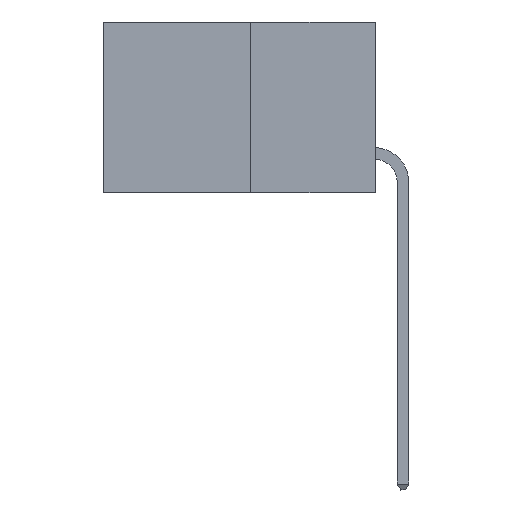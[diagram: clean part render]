
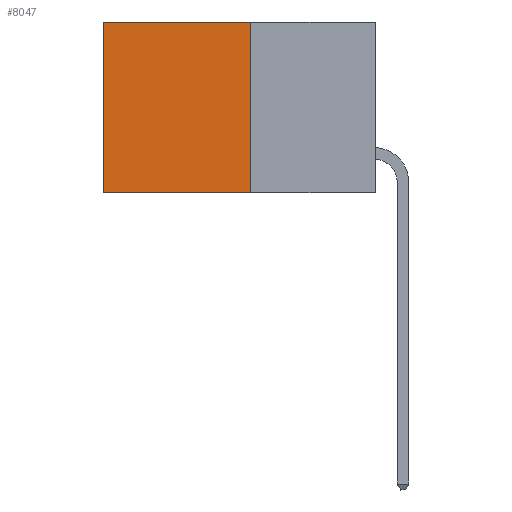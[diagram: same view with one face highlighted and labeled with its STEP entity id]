
A CAD part, left-side view. The second image highlights one B-rep face of the part: STEP entity #8047.
In plain terms, the highlighted planar face has unit normal (-1, 0, 0).
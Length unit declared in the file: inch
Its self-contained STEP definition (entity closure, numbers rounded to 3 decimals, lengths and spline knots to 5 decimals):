
#1545 = ORIENTED_EDGE ( 'NONE', *, *, #7414, .T. ) ;
#2190 = FACE_OUTER_BOUND ( 'NONE', #11483, .T. ) ;
#2256 = VECTOR ( 'NONE', #6549, 39.37008 ) ;
#2373 = DIRECTION ( 'NONE',  ( 0., 0., -1. ) ) ;
#2530 = CARTESIAN_POINT ( 'NONE',  ( 0.277, 0.59, -0.37 ) ) ;
#2688 = VERTEX_POINT ( 'NONE', #9825 ) ;
#4301 = VECTOR ( 'NONE', #2373, 39.37008 ) ;
#4346 = CARTESIAN_POINT ( 'NONE',  ( 0.277, 0.27, -0.37 ) ) ;
#6549 = DIRECTION ( 'NONE',  ( 0., 1., 0. ) ) ;
#6582 = VERTEX_POINT ( 'NONE', #13883 ) ;
#7119 = AXIS2_PLACEMENT_3D ( 'NONE', #19142, #19081, #19058 ) ;
#7191 = LINE ( 'NONE', #4346, #21043 ) ;
#7314 = CARTESIAN_POINT ( 'NONE',  ( 0.277, 0.59, 0. ) ) ;
#7414 = EDGE_CURVE ( 'NONE', #14933, #21848, #9700, .T. ) ;
#7653 = ORIENTED_EDGE ( 'NONE', *, *, #15120, .F. ) ;
#8047 = ADVANCED_FACE ( 'NONE', ( #2190 ), #19168, .F. ) ;
#9195 = VECTOR ( 'NONE', #9805, 39.37008 ) ;
#9700 = LINE ( 'NONE', #2530, #4301 ) ;
#9805 = DIRECTION ( 'NONE',  ( 0., 0., -1. ) ) ;
#9825 = CARTESIAN_POINT ( 'NONE',  ( 0.277, 0.27, 0. ) ) ;
#11483 = EDGE_LOOP ( 'NONE', ( #1545, #22482, #7653, #12845 ) ) ;
#12845 = ORIENTED_EDGE ( 'NONE', *, *, #25173, .T. ) ;
#13883 = CARTESIAN_POINT ( 'NONE',  ( 0.277, 0.27, -0.37 ) ) ;
#14481 = CARTESIAN_POINT ( 'NONE',  ( 0.277, 0.59, -0.37 ) ) ;
#14933 = VERTEX_POINT ( 'NONE', #7314 ) ;
#15120 = EDGE_CURVE ( 'NONE', #2688, #6582, #19912, .T. ) ;
#18443 = LINE ( 'NONE', #24360, #2256 ) ;
#19058 = DIRECTION ( 'NONE',  ( 0., 0., -1. ) ) ;
#19081 = DIRECTION ( 'NONE',  ( 1., 0., 0. ) ) ;
#19142 = CARTESIAN_POINT ( 'NONE',  ( 0.277, 0.27, -0.37 ) ) ;
#19168 = PLANE ( 'NONE',  #7119 ) ;
#19908 = CARTESIAN_POINT ( 'NONE',  ( 0.277, 0.27, -0.37 ) ) ;
#19912 = LINE ( 'NONE', #19908, #9195 ) ;
#20458 = DIRECTION ( 'NONE',  ( 0., 1., 0. ) ) ;
#21043 = VECTOR ( 'NONE', #20458, 39.37008 ) ;
#21848 = VERTEX_POINT ( 'NONE', #14481 ) ;
#21854 = EDGE_CURVE ( 'NONE', #6582, #21848, #7191, .T. ) ;
#22482 = ORIENTED_EDGE ( 'NONE', *, *, #21854, .F. ) ;
#24360 = CARTESIAN_POINT ( 'NONE',  ( 0.277, 0.27, 0. ) ) ;
#25173 = EDGE_CURVE ( 'NONE', #2688, #14933, #18443, .T. ) ;
